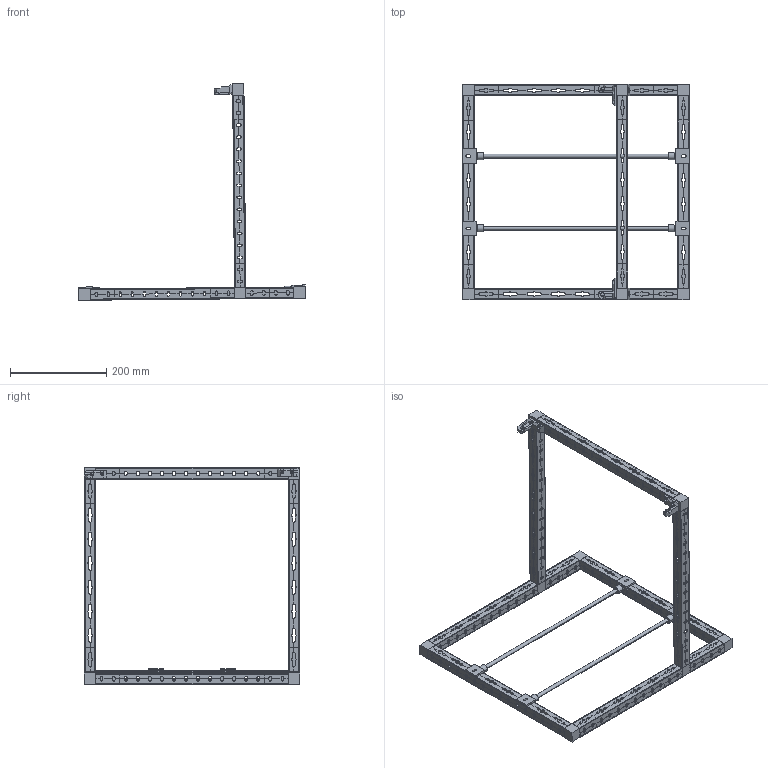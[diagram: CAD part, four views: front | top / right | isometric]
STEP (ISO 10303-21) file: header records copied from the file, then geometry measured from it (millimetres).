
FILE_DESCRIPTION(('CATIA V5 STEP Exchange'),'2;1');
FILE_NAME('printer.stp','2014-05-20T20:05:27+00:00',('none'),('none'),'CATIA Version 5 Release 18 GA (IN-10)','CATIA V5 STEP AP203','none');
FILE_SCHEMA(('CONFIG_CONTROL_DESIGN'));
Length unit declared in the file: millimetre
Products named in the file (1): printer
Assembly tree (25 placements, depth 2):
  printer
    #56  x3
    #10913  x2
    #21770  x6
    #22245  x2
    #22907  x2
    #26241  x2
    #34599  x4
    #35232  x2
    #35349
    #36548
Bounding box: 471.52 x 447 x 450.19 mm (x, y, z)
Volume: 924293.7 mm3; surface area: 595768.2 mm2
Topology: 25 solids, 25 shells, 2328 faces, 8776 edges, 5842 vertices
Faces by surface type: plane 1306, cylinder 1014, torus 8
Entity records: 37703 total; most frequent: ORIENTED_EDGE 7616, CARTESIAN_POINT 6921, DIRECTION 4854, EDGE_CURVE 3808, VECTOR 2710, LINE 2710, VERTEX_POINT 2534, AXIS2_PLACEMENT_3D 1617
